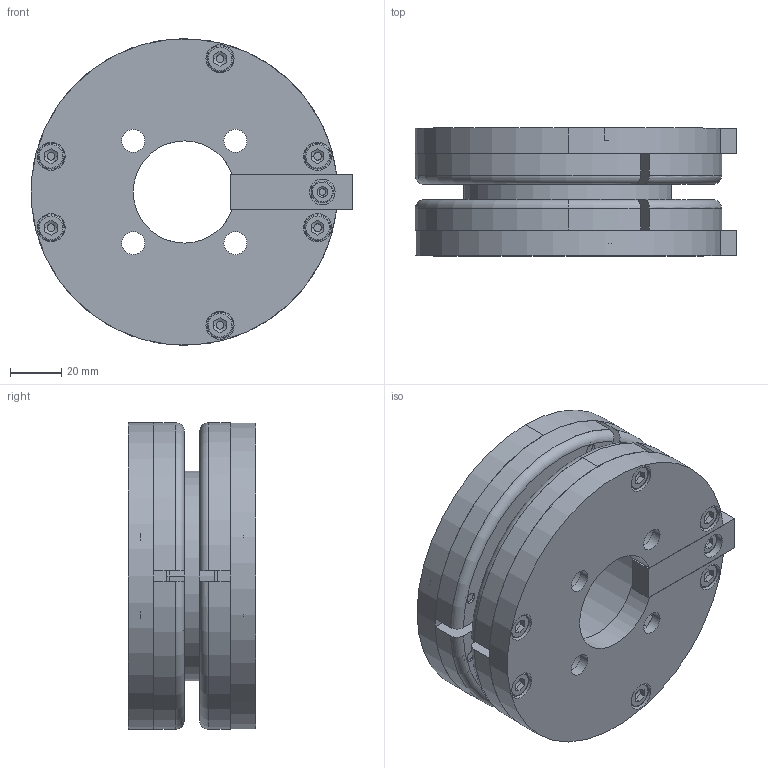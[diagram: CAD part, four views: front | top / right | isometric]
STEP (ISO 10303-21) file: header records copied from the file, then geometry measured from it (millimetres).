
FILE_DESCRIPTION (( 'STEP AP214' ), '1' );
FILE_NAME ('SA5250N.stp', '2012-08-08T19:35:22', ( 'Tony' ), ( '' ), 'SwSTEP 2.0', 'SolidWorks 2012', '' );
FILE_SCHEMA (( 'AUTOMOTIVE_DESIGN' ));
Length unit declared in the file: millimetre
Products named in the file (1): SA5250N
Bounding box: 126 x 50 x 120 mm (x, y, z)
Surface area: 101229.7 mm2 (no closed solid volume)
Topology: 0 solids, 79 shells, 455 faces, 1505 edges, 1091 vertices
Faces by surface type: cylinder 177, plane 169, cone 72, bspline 28, torus 9
Entity records: 22644 total; most frequent: CARTESIAN_POINT 4578, DIRECTION 2858, ORIENTED_EDGE 2390, EDGE_CURVE 1505, AXIS2_PLACEMENT_3D 1105, VERTEX_POINT 1091, CIRCLE 677, LINE 648
